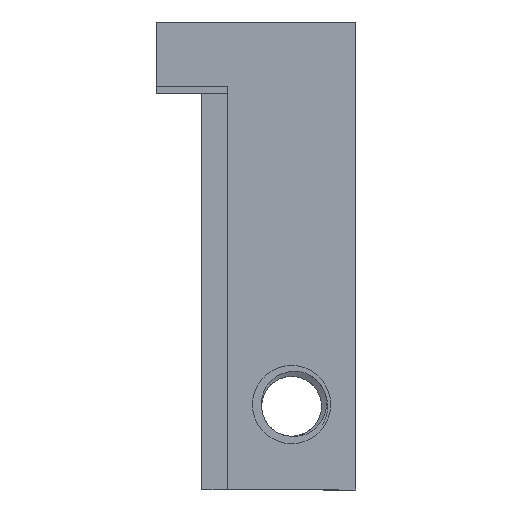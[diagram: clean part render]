
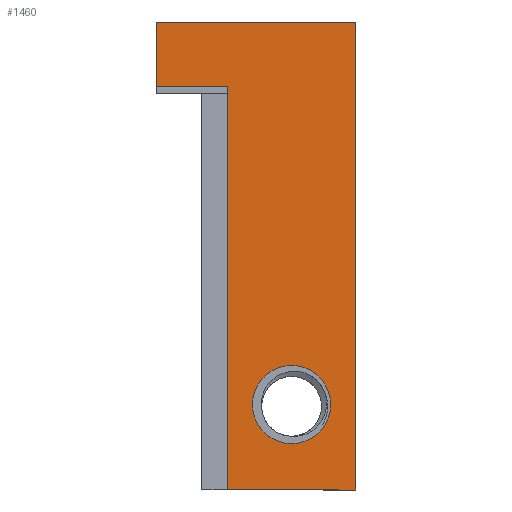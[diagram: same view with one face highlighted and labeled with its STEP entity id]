
A CAD part, front view. The second image highlights one B-rep face of the part: STEP entity #1460.
In plain terms, the highlighted face is planar.
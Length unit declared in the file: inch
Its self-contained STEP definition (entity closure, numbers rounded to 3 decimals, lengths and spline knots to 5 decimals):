
#98 = DIRECTION ( 'NONE',  ( 0., 1., 0. ) ) ;
#106 = CARTESIAN_POINT ( 'NONE',  ( 0.19685, 1.18231, 0.35433 ) ) ;
#141 = EDGE_LOOP ( 'NONE', ( #1023, #2220, #1133, #2193, #1363, #3121 ) ) ;
#236 = ORIENTED_EDGE ( 'NONE', *, *, #4228, .F. ) ;
#268 = CIRCLE ( 'NONE', #1291, 0.10827 ) ;
#347 = AXIS2_PLACEMENT_3D ( 'NONE', #1452, #3185, #4243 ) ;
#366 = EDGE_CURVE ( 'NONE', #4090, #4268, #268, .T. ) ;
#410 = CARTESIAN_POINT ( 'NONE',  ( 0.17717, 1.18231, 0.55118 ) ) ;
#691 = DIRECTION ( 'NONE',  ( 0., 1., 0. ) ) ;
#693 = FACE_OUTER_BOUND ( 'NONE', #141, .T. ) ;
#794 = LINE ( 'NONE', #841, #1735 ) ;
#807 = VERTEX_POINT ( 'NONE', #1380 ) ;
#841 = CARTESIAN_POINT ( 'NONE',  ( 0.17717, 1.18231, 1.94354 ) ) ;
#847 = CIRCLE ( 'NONE', #1588, 0.10827 ) ;
#849 = DIRECTION ( 'NONE',  ( 1., 0., 0. ) ) ;
#866 = CARTESIAN_POINT ( 'NONE',  ( 1.29448, 1.18231, 0.35433 ) ) ;
#1023 = ORIENTED_EDGE ( 'NONE', *, *, #3492, .T. ) ;
#1109 = EDGE_LOOP ( 'NONE', ( #236, #3874 ) ) ;
#1133 = ORIENTED_EDGE ( 'NONE', *, *, #1891, .F. ) ;
#1150 = EDGE_CURVE ( 'NONE', #4114, #3368, #2275, .T. ) ;
#1167 = VECTOR ( 'NONE', #1228, 39.37008 ) ;
#1228 = DIRECTION ( 'NONE',  ( -1., 0., 0. ) ) ;
#1291 = AXIS2_PLACEMENT_3D ( 'NONE', #3899, #691, #1403 ) ;
#1363 = ORIENTED_EDGE ( 'NONE', *, *, #3662, .T. ) ;
#1380 = CARTESIAN_POINT ( 'NONE',  ( 0.17717, 1.18231, 0.35433 ) ) ;
#1403 = DIRECTION ( 'NONE',  ( 1., 0., 0. ) ) ;
#1452 = CARTESIAN_POINT ( 'NONE',  ( 1.6685, 1.18231, 1.76662 ) ) ;
#1460 = ADVANCED_FACE ( 'NONE', ( #4540, #693 ), #2124, .T. ) ;
#1502 = VERTEX_POINT ( 'NONE', #410 ) ;
#1536 = DIRECTION ( 'NONE',  ( 1., 0., 0. ) ) ;
#1588 = AXIS2_PLACEMENT_3D ( 'NONE', #3261, #98, #1536 ) ;
#1624 = DIRECTION ( 'NONE',  ( 0., 0., -1. ) ) ;
#1735 = VECTOR ( 'NONE', #2254, 39.37008 ) ;
#1862 = LINE ( 'NONE', #106, #3794 ) ;
#1891 = EDGE_CURVE ( 'NONE', #1502, #2777, #4174, .T. ) ;
#2124 = PLANE ( 'NONE',  #347 ) ;
#2193 = ORIENTED_EDGE ( 'NONE', *, *, #4121, .T. ) ;
#2220 = ORIENTED_EDGE ( 'NONE', *, *, #3687, .F. ) ;
#2254 = DIRECTION ( 'NONE',  ( 0., 0., -1. ) ) ;
#2260 = CARTESIAN_POINT ( 'NONE',  ( 0., 1.18231, 0. ) ) ;
#2275 = LINE ( 'NONE', #2666, #3516 ) ;
#2303 = CARTESIAN_POINT ( 'NONE',  ( 1.16653, 1.18231, 0.17717 ) ) ;
#2421 = CARTESIAN_POINT ( 'NONE',  ( 0., 1.18231, 0.55118 ) ) ;
#2550 = CARTESIAN_POINT ( 'NONE',  ( 0.94999, 1.18231, 0.17717 ) ) ;
#2666 = CARTESIAN_POINT ( 'NONE',  ( 1.29448, 1.18231, 0.35433 ) ) ;
#2777 = VERTEX_POINT ( 'NONE', #4315 ) ;
#2969 = LINE ( 'NONE', #2260, #3428 ) ;
#3121 = ORIENTED_EDGE ( 'NONE', *, *, #1150, .T. ) ;
#3134 = DIRECTION ( 'NONE',  ( -1., 0., 0. ) ) ;
#3185 = DIRECTION ( 'NONE',  ( 0., 1., 0. ) ) ;
#3261 = CARTESIAN_POINT ( 'NONE',  ( 1.05826, 1.18231, 0.17717 ) ) ;
#3368 = VERTEX_POINT ( 'NONE', #3605 ) ;
#3428 = VECTOR ( 'NONE', #4060, 39.37008 ) ;
#3492 = EDGE_CURVE ( 'NONE', #3368, #3919, #4316, .T. ) ;
#3516 = VECTOR ( 'NONE', #1624, 39.37008 ) ;
#3605 = CARTESIAN_POINT ( 'NONE',  ( 1.29448, 1.18231, 0. ) ) ;
#3662 = EDGE_CURVE ( 'NONE', #807, #4114, #1862, .T. ) ;
#3687 = EDGE_CURVE ( 'NONE', #2777, #3919, #2969, .T. ) ;
#3729 = CARTESIAN_POINT ( 'NONE',  ( 0., 1.18231, 0. ) ) ;
#3794 = VECTOR ( 'NONE', #849, 39.37008 ) ;
#3874 = ORIENTED_EDGE ( 'NONE', *, *, #366, .F. ) ;
#3899 = CARTESIAN_POINT ( 'NONE',  ( 1.05826, 1.18231, 0.17717 ) ) ;
#3919 = VERTEX_POINT ( 'NONE', #3729 ) ;
#4060 = DIRECTION ( 'NONE',  ( 0., 0., -1. ) ) ;
#4090 = VERTEX_POINT ( 'NONE', #2550 ) ;
#4114 = VERTEX_POINT ( 'NONE', #866 ) ;
#4121 = EDGE_CURVE ( 'NONE', #1502, #807, #794, .T. ) ;
#4174 = LINE ( 'NONE', #2421, #4545 ) ;
#4228 = EDGE_CURVE ( 'NONE', #4268, #4090, #847, .T. ) ;
#4243 = DIRECTION ( 'NONE',  ( 0., 0., -1. ) ) ;
#4268 = VERTEX_POINT ( 'NONE', #2303 ) ;
#4315 = CARTESIAN_POINT ( 'NONE',  ( 0., 1.18231, 0.55118 ) ) ;
#4316 = LINE ( 'NONE', #4389, #1167 ) ;
#4389 = CARTESIAN_POINT ( 'NONE',  ( 1.29448, 1.18231, 0. ) ) ;
#4540 = FACE_BOUND ( 'NONE', #1109, .T. ) ;
#4545 = VECTOR ( 'NONE', #3134, 39.37008 ) ;
